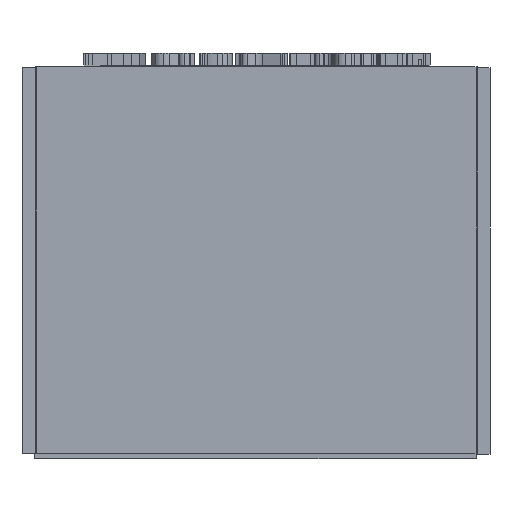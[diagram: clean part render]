
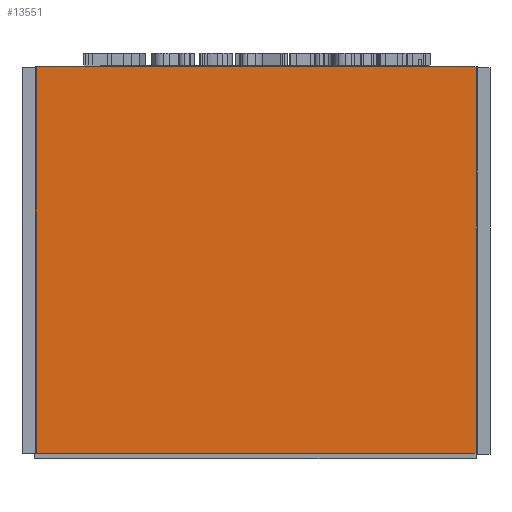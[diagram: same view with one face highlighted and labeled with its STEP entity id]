
A CAD part, front view. The second image highlights one B-rep face of the part: STEP entity #13551.
In plain terms, the highlighted planar face has unit normal (0, -1, 0).
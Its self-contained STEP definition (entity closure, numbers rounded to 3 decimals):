
#1645=FACE_OUTER_BOUND('',#2458,.T.);
#2458=EDGE_LOOP('',(#12064,#12065,#12066,#12067,#12068,#12069));
#3778=LINE('',#26965,#5141);
#3782=LINE('',#26972,#5145);
#3783=LINE('',#26975,#5146);
#3786=LINE('',#26981,#5149);
#3787=LINE('',#26983,#5150);
#3788=LINE('',#26984,#5151);
#5141=VECTOR('',#16683,10.);
#5145=VECTOR('',#16689,10.);
#5146=VECTOR('',#16692,10.);
#5149=VECTOR('',#16697,10.);
#5150=VECTOR('',#16698,10.);
#5151=VECTOR('',#16699,10.);
#6443=VERTEX_POINT('',#26962);
#6444=VERTEX_POINT('',#26964);
#6446=VERTEX_POINT('',#26970);
#6447=VERTEX_POINT('',#26974);
#6449=VERTEX_POINT('',#26980);
#6450=VERTEX_POINT('',#26982);
#8324=EDGE_CURVE('',#6444,#6443,#3778,.T.);
#8328=EDGE_CURVE('',#6443,#6446,#3782,.T.);
#8329=EDGE_CURVE('',#6444,#6447,#3783,.T.);
#8332=EDGE_CURVE('',#6449,#6446,#3786,.T.);
#8333=EDGE_CURVE('',#6450,#6449,#3787,.T.);
#8334=EDGE_CURVE('',#6447,#6450,#3788,.T.);
#12064=ORIENTED_EDGE('',*,*,#8324,.T.);
#12065=ORIENTED_EDGE('',*,*,#8328,.T.);
#12066=ORIENTED_EDGE('',*,*,#8332,.F.);
#12067=ORIENTED_EDGE('',*,*,#8333,.F.);
#12068=ORIENTED_EDGE('',*,*,#8334,.F.);
#12069=ORIENTED_EDGE('',*,*,#8329,.F.);
#12663=PLANE('',#14207);
#13551=ADVANCED_FACE('',(#1645),#12663,.T.);
#14207=AXIS2_PLACEMENT_3D('',#26979,#16695,#16696);
#16683=DIRECTION('',(1.,0.,0.));
#16689=DIRECTION('',(0.,0.,-1.));
#16692=DIRECTION('',(0.,0.,1.));
#16695=DIRECTION('center_axis',(0.,-1.,0.));
#16696=DIRECTION('ref_axis',(1.,0.,0.));
#16697=DIRECTION('',(-1.,0.,0.));
#16698=DIRECTION('',(0.,0.,-1.));
#16699=DIRECTION('',(1.,0.,0.));
#26962=CARTESIAN_POINT('',(-40.,-100.,-0.282));
#26964=CARTESIAN_POINT('',(-40.176,-100.,-0.282));
#26965=CARTESIAN_POINT('',(-20.088,-100.,-0.282));
#26970=CARTESIAN_POINT('',(-40.,-100.,-70.118));
#26972=CARTESIAN_POINT('',(-40.,-100.,-35.2));
#26974=CARTESIAN_POINT('',(-40.176,-100.,-0.118));
#26975=CARTESIAN_POINT('',(-40.176,-100.,-70.118));
#26979=CARTESIAN_POINT('Origin',(-0.176,-100.,-35.118));
#26980=CARTESIAN_POINT('',(39.824,-100.,-70.118));
#26981=CARTESIAN_POINT('',(39.824,-100.,-70.118));
#26982=CARTESIAN_POINT('',(39.824,-100.,-0.118));
#26983=CARTESIAN_POINT('',(39.824,-100.,-0.118));
#26984=CARTESIAN_POINT('',(-40.176,-100.,-0.118));
